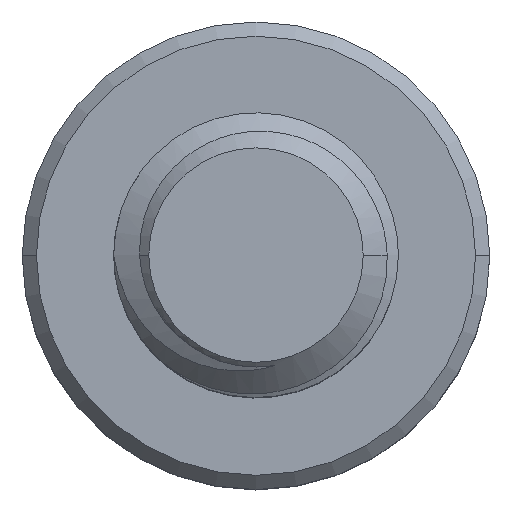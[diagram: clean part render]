
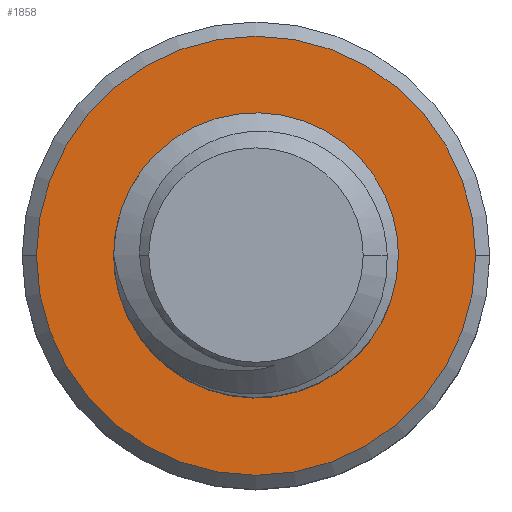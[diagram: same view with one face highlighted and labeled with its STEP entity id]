
A CAD part, top view. The second image highlights one B-rep face of the part: STEP entity #1858.
In plain terms, the highlighted planar face has unit normal (0, 0, 1).
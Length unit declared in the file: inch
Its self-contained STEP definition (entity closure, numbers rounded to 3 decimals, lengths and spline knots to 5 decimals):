
#18 = AXIS2_PLACEMENT_3D ( 'NONE', #2200, #1169, #331 ) ;
#109 = EDGE_CURVE ( 'NONE', #2287, #963, #322, .T. ) ;
#149 = ORIENTED_EDGE ( 'NONE', *, *, #473, .T. ) ;
#196 = DIRECTION ( 'NONE',  ( 1., 0., 0. ) ) ;
#227 = CARTESIAN_POINT ( 'NONE',  ( -0.04116, -0.0684, 1.47807 ) ) ;
#231 = CARTESIAN_POINT ( 'NONE',  ( 0., 0., 1.47807 ) ) ;
#255 = CARTESIAN_POINT ( 'NONE',  ( 0.06946, 0.05306, 1.47807 ) ) ;
#279 = CIRCLE ( 'NONE', #2365, 0.0747 ) ;
#322 = CIRCLE ( 'NONE', #1693, 0.1465 ) ;
#331 = DIRECTION ( 'NONE',  ( -1., 0., 0. ) ) ;
#409 = CARTESIAN_POINT ( 'NONE',  ( -0.08892, 0.01434, 1.47807 ) ) ;
#424 = CARTESIAN_POINT ( 'NONE',  ( 0., 0., 1.47807 ) ) ;
#429 = DIRECTION ( 'NONE',  ( -1., 0., 0. ) ) ;
#436 = CARTESIAN_POINT ( 'NONE',  ( -0.07662, 0.05419, 1.47807 ) ) ;
#439 = EDGE_CURVE ( 'NONE', #1933, #2680, #279, .T. ) ;
#440 = CARTESIAN_POINT ( 'NONE',  ( 0.08111, -0.00349, 1.47807 ) ) ;
#452 = B_SPLINE_CURVE_WITH_KNOTS ( 'NONE', 3,
 ( #1048, #1928, #2534, #2520, #227, #2122, #1915, #1470, #2548, #2304, #2576, #2750, #409, #651, #1288, #436, #1716, #1485 ),
 .UNSPECIFIED., .F., .F.,
 ( 4, 2, 2, 2, 2, 2, 2, 2, 4 ),
 ( 0., 0.00064, 0.00128, 0.00191, 0.00255, 0.00319, 0.00383, 0.00446, 0.0051 ),
 .UNSPECIFIED. ) ;
#453 = CARTESIAN_POINT ( 'NONE',  ( 0.05234, -0.0533, 1.47807 ) ) ;
#473 = EDGE_CURVE ( 'NONE', #878, #1933, #540, .T. ) ;
#540 = B_SPLINE_CURVE_WITH_KNOTS ( 'NONE', 3,
 ( #1892, #2307, #2152, #1689, #1279, #1706, #2567, #255, #2753, #1248, #626, #1877, #2097, #2738, #2322, #440, #828, #2124, #841, #2537, #1488, #453 ),
 .UNSPECIFIED., .F., .F.,
 ( 4, 2, 2, 2, 2, 2, 2, 2, 2, 2, 4 ),
 ( 0., 0.00064, 0.00128, 0.00192, 0.00256, 0.00288, 0.0032, 0.00352, 0.00383, 0.00447, 0.00511 ),
 .UNSPECIFIED. ) ;
#610 = AXIS2_PLACEMENT_3D ( 'NONE', #2091, #851, #196 ) ;
#617 = FACE_OUTER_BOUND ( 'NONE', #2266, .T. ) ;
#620 = EDGE_LOOP ( 'NONE', ( #2744, #149, #886, #776 ) ) ;
#626 = CARTESIAN_POINT ( 'NONE',  ( 0.07932, 0.02987, 1.47807 ) ) ;
#651 = CARTESIAN_POINT ( 'NONE',  ( -0.08632, 0.03086, 1.47807 ) ) ;
#653 = CIRCLE ( 'NONE', #18, 0.1465 ) ;
#662 = CARTESIAN_POINT ( 'NONE',  ( 0., -0.0747, 1.47807 ) ) ;
#696 = CARTESIAN_POINT ( 'NONE',  ( -0.06656, 0.06778, 1.47807 ) ) ;
#729 = AXIS2_PLACEMENT_3D ( 'NONE', #231, #830, #429 ) ;
#743 = ORIENTED_EDGE ( 'NONE', *, *, #109, .T. ) ;
#776 = ORIENTED_EDGE ( 'NONE', *, *, #1094, .T. ) ;
#828 = CARTESIAN_POINT ( 'NONE',  ( 0.08035, -0.00769, 1.47807 ) ) ;
#830 = DIRECTION ( 'NONE',  ( 0., 0., -1. ) ) ;
#832 = ORIENTED_EDGE ( 'NONE', *, *, #2373, .T. ) ;
#841 = CARTESIAN_POINT ( 'NONE',  ( 0.07372, -0.02766, 1.47807 ) ) ;
#851 = DIRECTION ( 'NONE',  ( 0., 0., 1. ) ) ;
#878 = VERTEX_POINT ( 'NONE', #1801 ) ;
#886 = ORIENTED_EDGE ( 'NONE', *, *, #439, .T. ) ;
#963 = VERTEX_POINT ( 'NONE', #1827 ) ;
#1002 = DIRECTION ( 'NONE',  ( -1., 0., 0. ) ) ;
#1048 = CARTESIAN_POINT ( 'NONE',  ( 0., -0.0747, 1.47807 ) ) ;
#1051 = CARTESIAN_POINT ( 'NONE',  ( 0., 0., 1.47807 ) ) ;
#1062 = DIRECTION ( 'NONE',  ( 1., 0., 0. ) ) ;
#1094 = EDGE_CURVE ( 'NONE', #2680, #1697, #452, .T. ) ;
#1169 = DIRECTION ( 'NONE',  ( 0., 0., 1. ) ) ;
#1248 = CARTESIAN_POINT ( 'NONE',  ( 0.07814, 0.03388, 1.47807 ) ) ;
#1279 = CARTESIAN_POINT ( 'NONE',  ( 0.03983, 0.08243, 1.47807 ) ) ;
#1288 = CARTESIAN_POINT ( 'NONE',  ( -0.08379, 0.03905, 1.47807 ) ) ;
#1470 = CARTESIAN_POINT ( 'NONE',  ( -0.07321, -0.04164, 1.47807 ) ) ;
#1485 = CARTESIAN_POINT ( 'NONE',  ( -0.06656, 0.06778, 1.47807 ) ) ;
#1488 = CARTESIAN_POINT ( 'NONE',  ( 0.05906, -0.04809, 1.47807 ) ) ;
#1500 = CARTESIAN_POINT ( 'NONE',  ( 0.1465, 0., 1.47807 ) ) ;
#1678 = PLANE ( 'NONE',  #729 ) ;
#1689 = CARTESIAN_POINT ( 'NONE',  ( 0.03246, 0.08647, 1.47807 ) ) ;
#1693 = AXIS2_PLACEMENT_3D ( 'NONE', #424, #2272, #1002 ) ;
#1697 = VERTEX_POINT ( 'NONE', #696 ) ;
#1706 = CARTESIAN_POINT ( 'NONE',  ( 0.05329, 0.07238, 1.47807 ) ) ;
#1716 = CARTESIAN_POINT ( 'NONE',  ( -0.07204, 0.06132, 1.47807 ) ) ;
#1801 = CARTESIAN_POINT ( 'NONE',  ( 0., 0.095, 1.47807 ) ) ;
#1827 = CARTESIAN_POINT ( 'NONE',  ( -0.1465, 0., 1.47807 ) ) ;
#1858 = ADVANCED_FACE ( 'NONE', ( #617, #2325 ), #1678, .F. ) ;
#1877 = CARTESIAN_POINT ( 'NONE',  ( 0.08107, 0.02164, 1.47807 ) ) ;
#1892 = CARTESIAN_POINT ( 'NONE',  ( 0., 0.095, 1.47807 ) ) ;
#1907 = CARTESIAN_POINT ( 'NONE',  ( 0.05234, -0.0533, 1.47807 ) ) ;
#1915 = CARTESIAN_POINT ( 'NONE',  ( -0.06216, -0.05436, 1.47807 ) ) ;
#1928 = CARTESIAN_POINT ( 'NONE',  ( -0.00844, -0.07559, 1.47807 ) ) ;
#1933 = VERTEX_POINT ( 'NONE', #1907 ) ;
#2091 = CARTESIAN_POINT ( 'NONE',  ( 0., 0., 1.47807 ) ) ;
#2097 = CARTESIAN_POINT ( 'NONE',  ( 0.08162, 0.01741, 1.47807 ) ) ;
#2122 = CARTESIAN_POINT ( 'NONE',  ( -0.05567, -0.05978, 1.47807 ) ) ;
#2124 = CARTESIAN_POINT ( 'NONE',  ( 0.07713, -0.0199, 1.47807 ) ) ;
#2152 = CARTESIAN_POINT ( 'NONE',  ( 0.01663, 0.09246, 1.47807 ) ) ;
#2200 = CARTESIAN_POINT ( 'NONE',  ( 0., 0., 1.47807 ) ) ;
#2266 = EDGE_LOOP ( 'NONE', ( #832, #743 ) ) ;
#2272 = DIRECTION ( 'NONE',  ( 0., 0., 1. ) ) ;
#2287 = VERTEX_POINT ( 'NONE', #1500 ) ;
#2304 = CARTESIAN_POINT ( 'NONE',  ( -0.08454, -0.01903, 1.47807 ) ) ;
#2307 = CARTESIAN_POINT ( 'NONE',  ( 0.00845, 0.09431, 1.47807 ) ) ;
#2322 = CARTESIAN_POINT ( 'NONE',  ( 0.08197, 0.00486, 1.47807 ) ) ;
#2325 = FACE_BOUND ( 'NONE', #620, .T. ) ;
#2362 = DIRECTION ( 'NONE',  ( 0., 0., -1. ) ) ;
#2365 = AXIS2_PLACEMENT_3D ( 'NONE', #1051, #2362, #1062 ) ;
#2373 = EDGE_CURVE ( 'NONE', #963, #2287, #653, .T. ) ;
#2520 = CARTESIAN_POINT ( 'NONE',  ( -0.03333, -0.0715, 1.47807 ) ) ;
#2534 = CARTESIAN_POINT ( 'NONE',  ( -0.01679, -0.07512, 1.47807 ) ) ;
#2537 = CARTESIAN_POINT ( 'NONE',  ( 0.06462, -0.04187, 1.47807 ) ) ;
#2548 = CARTESIAN_POINT ( 'NONE',  ( -0.0777, -0.03442, 1.47807 ) ) ;
#2567 = CARTESIAN_POINT ( 'NONE',  ( 0.05934, 0.06638, 1.47807 ) ) ;
#2576 = CARTESIAN_POINT ( 'NONE',  ( -0.08684, -0.01085, 1.47807 ) ) ;
#2579 = EDGE_CURVE ( 'NONE', #878, #1697, #2686, .T. ) ;
#2680 = VERTEX_POINT ( 'NONE', #662 ) ;
#2686 = CIRCLE ( 'NONE', #610, 0.095 ) ;
#2738 = CARTESIAN_POINT ( 'NONE',  ( 0.08207, 0.00904, 1.47807 ) ) ;
#2744 = ORIENTED_EDGE ( 'NONE', *, *, #2579, .F. ) ;
#2750 = CARTESIAN_POINT ( 'NONE',  ( -0.08903, 0.00577, 1.47807 ) ) ;
#2753 = CARTESIAN_POINT ( 'NONE',  ( 0.07368, 0.04558, 1.47807 ) ) ;
